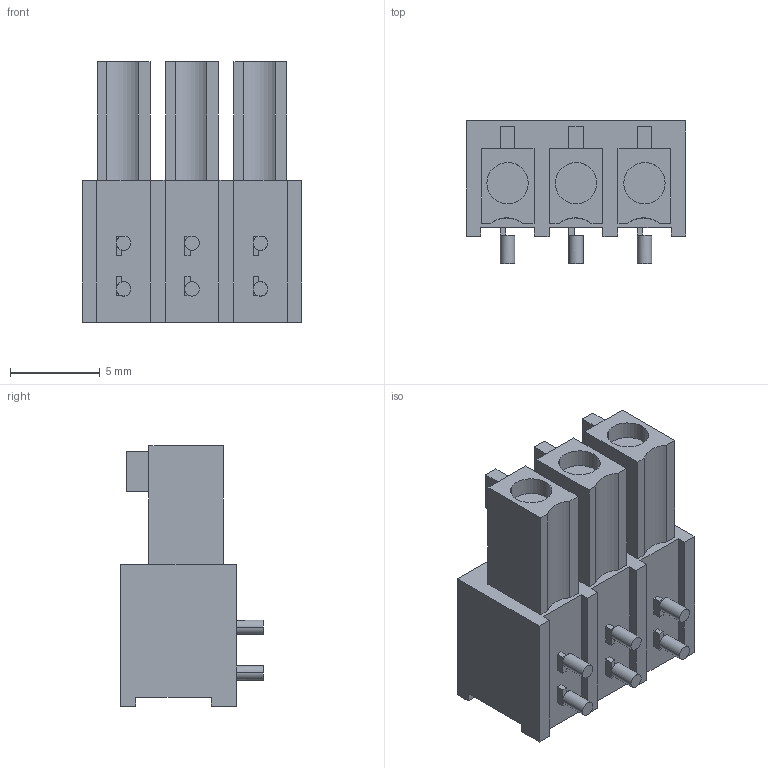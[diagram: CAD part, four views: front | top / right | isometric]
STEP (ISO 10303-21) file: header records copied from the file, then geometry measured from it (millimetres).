
FILE_DESCRIPTION(('CATIA V5 STEP Exchange','CAx-IF Rec.Pracs.--- Model Styling and Organization---1.2---2011-12-15'),'2;1');
FILE_NAME ('D1460848_0_1974770000_1974770000.stp','2016-12-07T15:22:01+00:00',('none'),('Weidmueller'),'CATIA Version 5-6 Release 2014','CATIA V5 STEP AP214','none');
FILE_SCHEMA(('AUTOMOTIVE_DESIGN { 1 0 10303 214 1 1 1 1 }'));
Length unit declared in the file: millimetre
Products named in the file (1): 1974770000_S
Bounding box: 12.22 x 7.95 x 14.5 mm (x, y, z)
Volume: 770.2 mm3; surface area: 883.5 mm2
Topology: 7 solids, 7 shells, 175 faces, 427 edges, 281 vertices
Faces by surface type: plane 148, cylinder 27
Entity records: 4732 total; most frequent: CARTESIAN_POINT 864, ORIENTED_EDGE 854, DIRECTION 635, EDGE_CURVE 427, VECTOR 355, LINE 355, VERTEX_POINT 281, EDGE_LOOP 190
